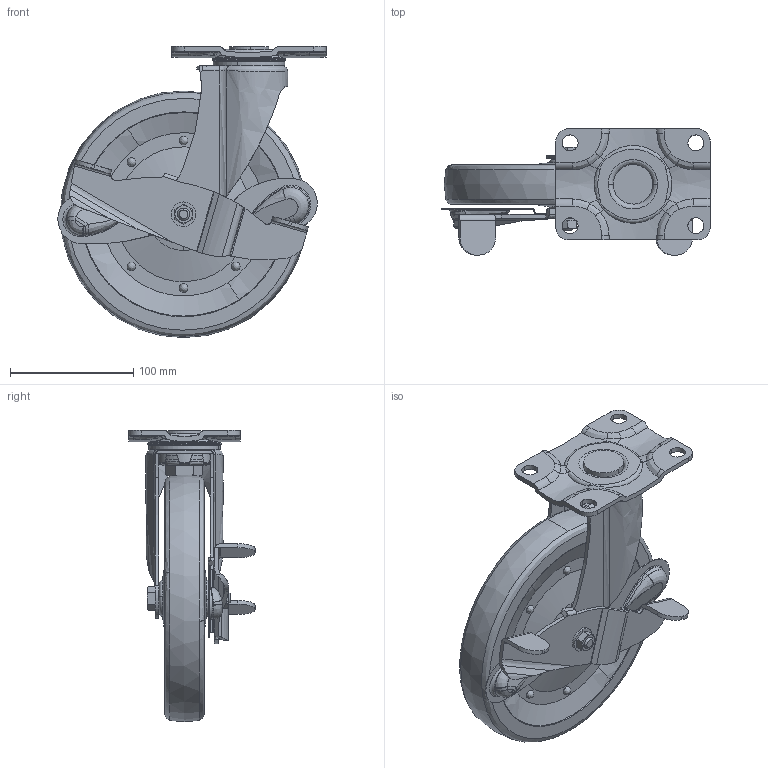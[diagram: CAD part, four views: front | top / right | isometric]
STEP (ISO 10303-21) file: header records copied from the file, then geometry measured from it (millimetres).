
FILE_DESCRIPTION((''),'2;1');
FILE_NAME('','2009-03-19T14:45:07',(''),(''),'','CADfix','');
FILE_SCHEMA(('AUTOMOTIVE_DESIGN { 1 0 10303 214 1 1 1 1 }'));
Bounding box: 217.34 x 102.2 x 235.86 mm (x, y, z)
Volume: 1052550.7 mm3; surface area: 198909.6 mm2
Topology: 7 solids, 7 shells, 624 faces, 1774 edges, 1199 vertices
Faces by surface type: bspline 624
Entity records: 36984 total; most frequent: CARTESIAN_POINT 27195, ORIENTED_EDGE 3548, EDGE_CURVE 1774, VERTEX_POINT 1199, EDGE_LOOP 681, FACE_OUTER_BOUND 624, ADVANCED_FACE 624, QUASI_UNIFORM_CURVE 531
